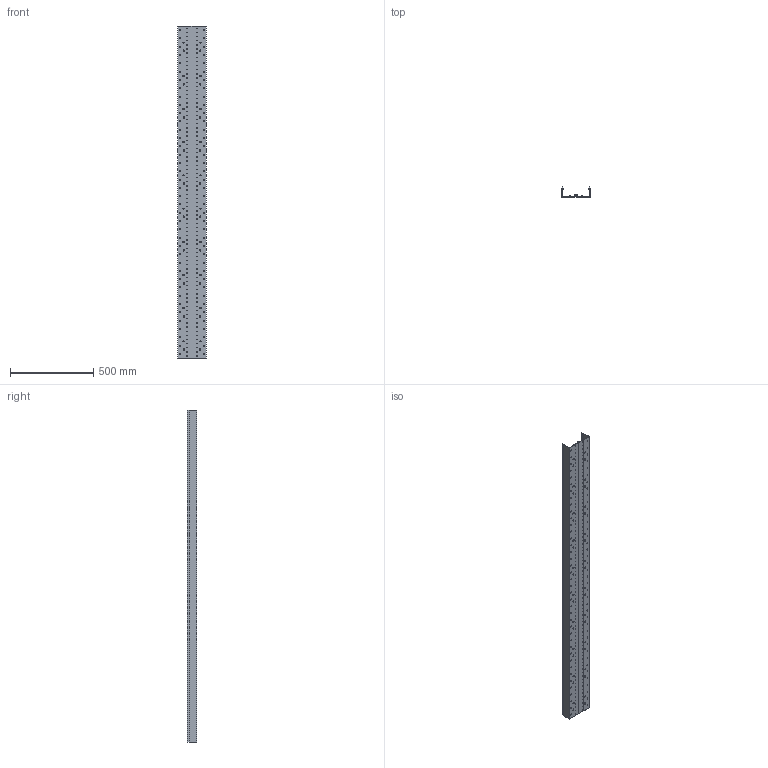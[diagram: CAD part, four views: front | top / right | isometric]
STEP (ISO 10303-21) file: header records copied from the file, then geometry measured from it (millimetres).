
FILE_DESCRIPTION((''),'2;1');
FILE_NAME('BRN651701KUN','2022-09-15T10:27:54',('a.koch'),(''),'CREO PARAMETRIC BY PTC INC, 2022162','CREO PARAMETRIC BY PTC INC, 2022162','');
FILE_SCHEMA(('AUTOMOTIVE_DESIGN { 1 0 10303 214 1 1 1 1 }'));
Length unit declared in the file: millimetre
Products named in the file (1): BRN651701KUN
Bounding box: 170 x 58.5 x 2000 mm (x, y, z)
Volume: 1525774.1 mm3; surface area: 1323451.2 mm2
Topology: 1 solids, 1 shells, 1970 faces, 5904 edges, 3936 vertices
Faces by surface type: plane 1810, cylinder 160
Entity records: 66596 total; most frequent: CARTESIAN_POINT 11812, ORIENTED_EDGE 11808, DIRECTION 10164, EDGE_CURVE 5904, VECTOR 5584, LINE 5584, VERTEX_POINT 3936, EDGE_LOOP 2530
